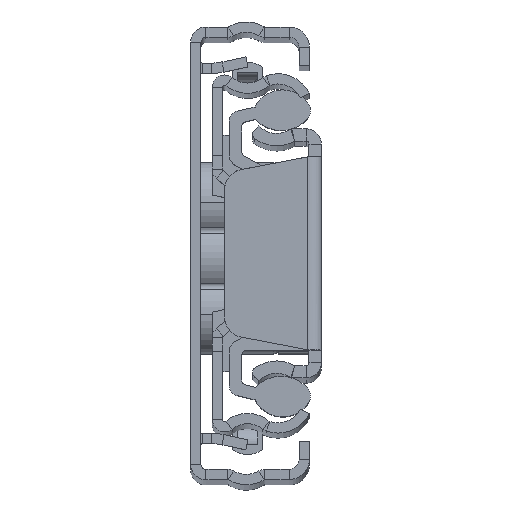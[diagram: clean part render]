
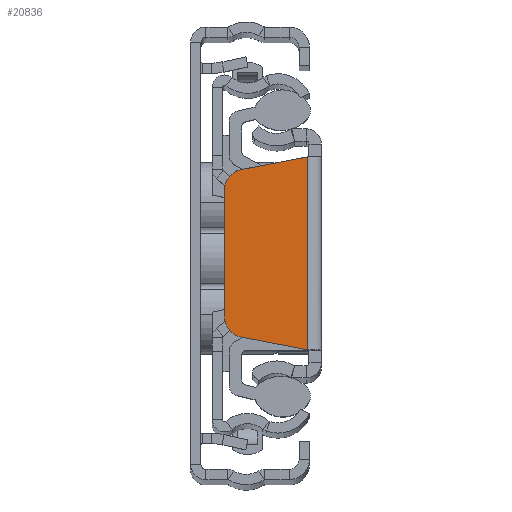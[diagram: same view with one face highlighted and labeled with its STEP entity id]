
A CAD part, top view. The second image highlights one B-rep face of the part: STEP entity #20836.
In plain terms, the highlighted planar face has unit normal (0, 0, 1).
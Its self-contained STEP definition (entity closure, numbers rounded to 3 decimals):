
#773 = VERTEX_POINT ( 'NONE', #3308 ) ;
#2369 = CARTESIAN_POINT ( 'NONE',  ( -9.401, 6.183, 0. ) ) ;
#3028 = VECTOR ( 'NONE', #10819, 1000. ) ;
#3184 = CARTESIAN_POINT ( 'NONE',  ( -1.36, -9.379, 0. ) ) ;
#3290 = DIRECTION ( 'NONE',  ( 0., 0., 1. ) ) ;
#3308 = CARTESIAN_POINT ( 'NONE',  ( -1.36, 9.379, 0. ) ) ;
#3330 = VECTOR ( 'NONE', #4835, 1000. ) ;
#4027 = CARTESIAN_POINT ( 'NONE',  ( -7.778, 8.147, 0. ) ) ;
#4214 = CARTESIAN_POINT ( 'NONE',  ( -9.401, -6.183, 0. ) ) ;
#4251 = EDGE_CURVE ( 'NONE', #773, #12256, #14341, .T. ) ;
#4835 = DIRECTION ( 'NONE',  ( 0., -1., 0. ) ) ;
#5146 = CARTESIAN_POINT ( 'NONE',  ( -7.401, 6.183, 0. ) ) ;
#5804 = CARTESIAN_POINT ( 'NONE',  ( -7.401, -6.183, 0. ) ) ;
#6057 = LINE ( 'NONE', #19897, #3330 ) ;
#7059 = PLANE ( 'NONE',  #9257 ) ;
#7269 = ORIENTED_EDGE ( 'NONE', *, *, #15233, .T. ) ;
#8487 = DIRECTION ( 'NONE',  ( 0., 0., -1. ) ) ;
#8551 = DIRECTION ( 'NONE',  ( 0., -1., 0. ) ) ;
#9188 = DIRECTION ( 'NONE',  ( -1., 0., 0. ) ) ;
#9257 = AXIS2_PLACEMENT_3D ( 'NONE', #20358, #8487, #13845 ) ;
#9860 = LINE ( 'NONE', #3184, #18529 ) ;
#9961 = DIRECTION ( 'NONE',  ( -1., 0., 0. ) ) ;
#10558 = ORIENTED_EDGE ( 'NONE', *, *, #4251, .T. ) ;
#10577 = EDGE_CURVE ( 'NONE', #773, #15026, #9860, .T. ) ;
#10819 = DIRECTION ( 'NONE',  ( 0.982, -0.189, 0. ) ) ;
#10933 = DIRECTION ( 'NONE',  ( 0., 0., 1. ) ) ;
#11104 = VERTEX_POINT ( 'NONE', #4214 ) ;
#11131 = CIRCLE ( 'NONE', #19603, 2. ) ;
#11250 = CARTESIAN_POINT ( 'NONE',  ( -1.786, 9.298, 0. ) ) ;
#11324 = ORIENTED_EDGE ( 'NONE', *, *, #16596, .T. ) ;
#11628 = EDGE_CURVE ( 'NONE', #12241, #11104, #6057, .T. ) ;
#12241 = VERTEX_POINT ( 'NONE', #2369 ) ;
#12256 = VERTEX_POINT ( 'NONE', #4027 ) ;
#12368 = CARTESIAN_POINT ( 'NONE',  ( -1.786, -9.298, 0. ) ) ;
#12376 = ORIENTED_EDGE ( 'NONE', *, *, #11628, .T. ) ;
#12931 = VERTEX_POINT ( 'NONE', #18739 ) ;
#13020 = VECTOR ( 'NONE', #21080, 1000. ) ;
#13161 = EDGE_LOOP ( 'NONE', ( #12376, #21633, #11324, #15419, #10558, #7269 ) ) ;
#13845 = DIRECTION ( 'NONE',  ( -1., 0., 0. ) ) ;
#14255 = CIRCLE ( 'NONE', #16710, 2. ) ;
#14341 = LINE ( 'NONE', #11250, #13020 ) ;
#15026 = VERTEX_POINT ( 'NONE', #15705 ) ;
#15233 = EDGE_CURVE ( 'NONE', #12256, #12241, #11131, .T. ) ;
#15419 = ORIENTED_EDGE ( 'NONE', *, *, #10577, .F. ) ;
#15705 = CARTESIAN_POINT ( 'NONE',  ( -1.36, -9.379, 0. ) ) ;
#16596 = EDGE_CURVE ( 'NONE', #12931, #15026, #19325, .T. ) ;
#16710 = AXIS2_PLACEMENT_3D ( 'NONE', #5804, #10933, #9188 ) ;
#17607 = EDGE_CURVE ( 'NONE', #11104, #12931, #14255, .T. ) ;
#18484 = FACE_OUTER_BOUND ( 'NONE', #13161, .T. ) ;
#18529 = VECTOR ( 'NONE', #8551, 1000. ) ;
#18739 = CARTESIAN_POINT ( 'NONE',  ( -7.778, -8.147, 0. ) ) ;
#19325 = LINE ( 'NONE', #12368, #3028 ) ;
#19603 = AXIS2_PLACEMENT_3D ( 'NONE', #5146, #3290, #9961 ) ;
#19897 = CARTESIAN_POINT ( 'NONE',  ( -9.401, 0., 0. ) ) ;
#20358 = CARTESIAN_POINT ( 'NONE',  ( 0., 0., 0. ) ) ;
#20836 = ADVANCED_FACE ( 'NONE', ( #18484 ), #7059, .F. ) ;
#21080 = DIRECTION ( 'NONE',  ( -0.982, -0.189, 0. ) ) ;
#21633 = ORIENTED_EDGE ( 'NONE', *, *, #17607, .T. ) ;
